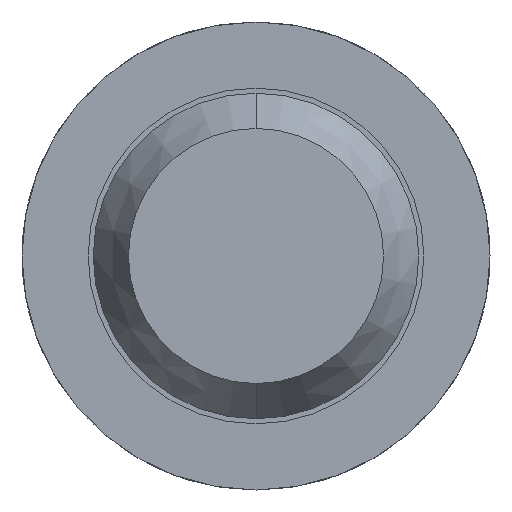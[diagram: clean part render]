
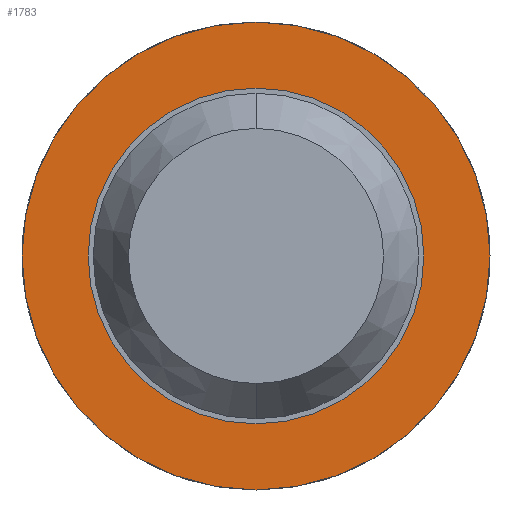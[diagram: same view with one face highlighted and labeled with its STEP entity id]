
A CAD part, front view. The second image highlights one B-rep face of the part: STEP entity #1783.
In plain terms, the highlighted planar face has unit normal (0, -1, 0).
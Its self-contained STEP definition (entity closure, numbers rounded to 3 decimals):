
#226 = AXIS2_PLACEMENT_3D ( 'NONE', #3841, #3198, #1708 ) ;
#399 = DIRECTION ( 'NONE',  ( 0., 0., 1. ) ) ;
#435 = AXIS2_PLACEMENT_3D ( 'NONE', #1040, #717, #1961 ) ;
#481 = AXIS2_PLACEMENT_3D ( 'NONE', #2866, #1038, #399 ) ;
#537 = CIRCLE ( 'NONE', #2709, 1.15 ) ;
#717 = DIRECTION ( 'NONE',  ( 0., 1., 0. ) ) ;
#746 = VERTEX_POINT ( 'NONE', #970 ) ;
#835 = ORIENTED_EDGE ( 'NONE', *, *, #3922, .F. ) ;
#937 = EDGE_LOOP ( 'NONE', ( #2382, #835 ) ) ;
#970 = CARTESIAN_POINT ( 'NONE',  ( 0., -1.7, 0.825 ) ) ;
#1038 = DIRECTION ( 'NONE',  ( 0., 1., 0. ) ) ;
#1040 = CARTESIAN_POINT ( 'NONE',  ( 0., -1.7, 0. ) ) ;
#1204 = CARTESIAN_POINT ( 'NONE',  ( 0., -1.7, -0.825 ) ) ;
#1205 = AXIS2_PLACEMENT_3D ( 'NONE', #2032, #1771, #1721 ) ;
#1708 = DIRECTION ( 'NONE',  ( 0., 0., 1. ) ) ;
#1721 = DIRECTION ( 'NONE',  ( 0., 0., 1. ) ) ;
#1771 = DIRECTION ( 'NONE',  ( 0., 1., 0. ) ) ;
#1783 = ADVANCED_FACE ( 'Defeature ausgef�hrt2_7', ( #1864, #2829 ), #3522, .F. ) ;
#1794 = EDGE_CURVE ( 'Defeature ausgef�hrt2_0+Defeature ausgef�hrt2_7+Defeature ausgef�hrt2_7+Defeature ausgef�hrt2_7', #2132, #1998, #1967, .T. ) ;
#1864 = FACE_OUTER_BOUND ( 'NONE', #937, .T. ) ;
#1867 = EDGE_CURVE ( 'Defeature ausgef�hrt2_7+Defeature ausgef�hrt2_6+Defeature ausgef�hrt2_6+Defeature ausgef�hrt2_6', #746, #2045, #2393, .T. ) ;
#1961 = DIRECTION ( 'NONE',  ( 0., 0., 1. ) ) ;
#1967 = CIRCLE ( 'NONE', #435, 1.15 ) ;
#1998 = VERTEX_POINT ( 'NONE', #3929 ) ;
#2032 = CARTESIAN_POINT ( 'NONE',  ( 0., -1.7, 0. ) ) ;
#2045 = VERTEX_POINT ( 'NONE', #1204 ) ;
#2132 = VERTEX_POINT ( 'NONE', #2465 ) ;
#2382 = ORIENTED_EDGE ( 'NONE', *, *, #1794, .F. ) ;
#2393 = CIRCLE ( 'NONE', #1205, 0.825 ) ;
#2432 = EDGE_CURVE ( 'Defeature ausgef�hrt2_7+Defeature ausgef�hrt2_6+Defeature ausgef�hrt2_6+Defeature ausgef�hrt2_6', #2045, #746, #2988, .T. ) ;
#2465 = CARTESIAN_POINT ( 'NONE',  ( 0., -1.7, 1.15 ) ) ;
#2614 = ORIENTED_EDGE ( 'NONE', *, *, #2432, .T. ) ;
#2646 = DIRECTION ( 'NONE',  ( 0., 1., 0. ) ) ;
#2709 = AXIS2_PLACEMENT_3D ( 'NONE', #2970, #2646, #3028 ) ;
#2829 = FACE_BOUND ( 'NONE', #3373, .T. ) ;
#2866 = CARTESIAN_POINT ( 'NONE',  ( 0., -1.7, 0. ) ) ;
#2970 = CARTESIAN_POINT ( 'NONE',  ( 0., -1.7, 0. ) ) ;
#2988 = CIRCLE ( 'NONE', #481, 0.825 ) ;
#3028 = DIRECTION ( 'NONE',  ( 0., 0., 1. ) ) ;
#3140 = ORIENTED_EDGE ( 'NONE', *, *, #1867, .T. ) ;
#3198 = DIRECTION ( 'NONE',  ( 0., 1., 0. ) ) ;
#3373 = EDGE_LOOP ( 'NONE', ( #3140, #2614 ) ) ;
#3522 = PLANE ( 'NONE',  #226 ) ;
#3841 = CARTESIAN_POINT ( 'NONE',  ( 0.825, -1.7, 0. ) ) ;
#3922 = EDGE_CURVE ( 'Defeature ausgef�hrt2_0+Defeature ausgef�hrt2_7+Defeature ausgef�hrt2_7+Defeature ausgef�hrt2_7', #1998, #2132, #537, .T. ) ;
#3929 = CARTESIAN_POINT ( 'NONE',  ( 0., -1.7, -1.15 ) ) ;
